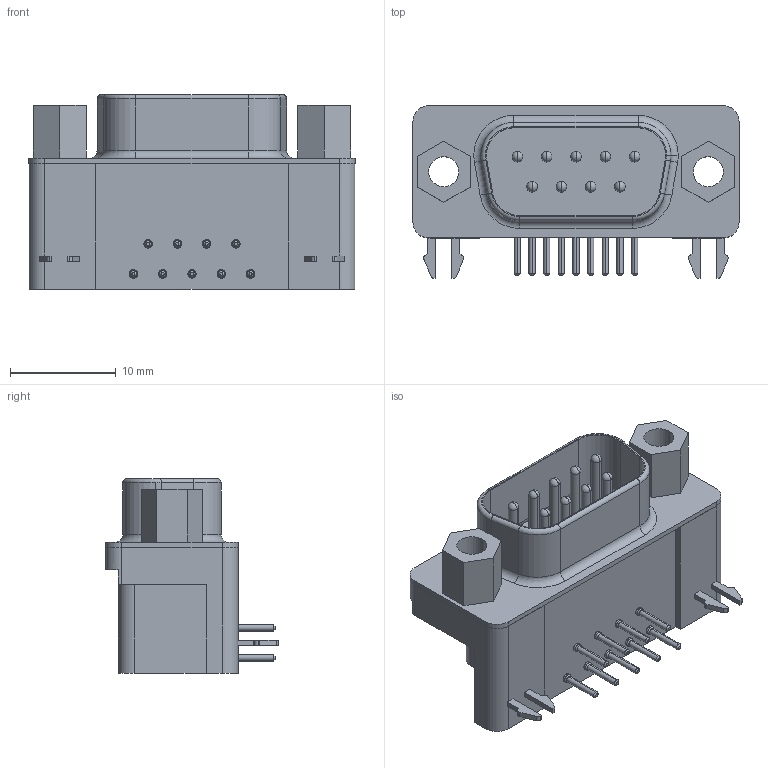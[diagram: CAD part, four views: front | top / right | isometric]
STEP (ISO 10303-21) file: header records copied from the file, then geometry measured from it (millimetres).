
FILE_DESCRIPTION (( 'STEP AP203' ), '1' );
FILE_NAME ('D-Sub-K122345003-Stig-Wahlstrom.step', '2004-09-23T11:26:33', ( 'System Administrator' ), ( 'Cevican' ), 'SwSTEP 2.0', 'SolidWorks 2002308', '' );
FILE_SCHEMA (( 'CONFIG_CONTROL_DESIGN' ));
Length unit declared in the file: millimetre
Products named in the file (3): D-Sub-K122345003-Stig-Wahlstrom; Shell-D-SUB-LB-Male_Shell-D-Sub-9-15-Male; Insert-D-SUB-Male-A-Snap-US-09_Insert-D-Sub-9-STD-Male
Assembly tree (2 placements, depth 2):
  D-Sub-K122345003-Stig-Wahlstrom
    Shell-D-SUB-LB-Male_Shell-D-Sub-9-15-Male
    Insert-D-SUB-Male-A-Snap-US-09_Insert-D-Sub-9-STD-Male
Bounding box: 30.81 x 16.3 x 18.4 mm (x, y, z)
Volume: 3615.9 mm3; surface area: 3389.5 mm2
Topology: 2 solids, 2 shells, 257 faces, 639 edges, 391 vertices
Faces by surface type: cylinder 104, plane 84, cone 36, sphere 18, torus 15
Entity records: 7677 total; most frequent: DIRECTION 1398, CARTESIAN_POINT 1238, ORIENTED_EDGE 1206, EDGE_CURVE 603, AXIS2_PLACEMENT_3D 533, VERTEX_POINT 373, LINE 332, VECTOR 332
